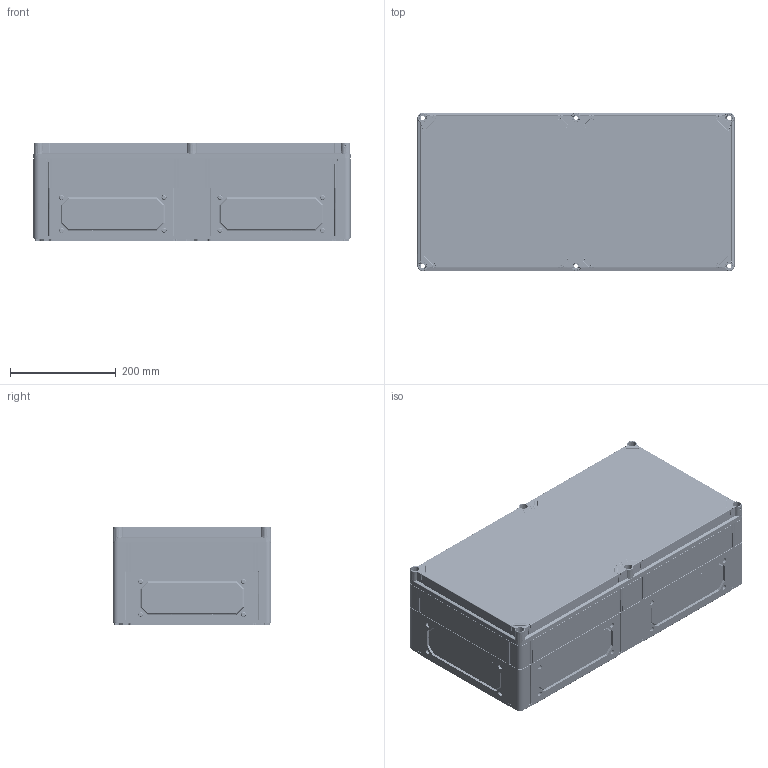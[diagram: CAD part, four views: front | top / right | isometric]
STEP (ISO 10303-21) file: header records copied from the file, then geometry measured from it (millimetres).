
FILE_DESCRIPTION((''),'2;1');
FILE_NAME('CPCF306018G_ASM','2010-04-19T',('pasi_koskela'),(''),'PRO/ENGINEER BY PARAMETRIC TECHNOLOGY CORPORATION, 2008250','PRO/ENGINEER BY PARAMETRIC TECHNOLOGY CORPORATION, 2008250','');
FILE_SCHEMA(('AUTOMOTIVE_DESIGN_CC2 { 1 2 10303 214 -1 1 5 2 }'));
Products named in the file (4): CPCF306010B; OPCG306003L; OPCP306006E; CPCF306018G_ASM
Assembly tree (3 placements, depth 2):
  CPCF306018G_ASM
    CPCF306010B
    OPCG306003L
    OPCP306006E
Bounding box: 600 x 300 x 187 mm (x, y, z)
Volume: 2954333 mm3; surface area: 1711046.1 mm2
Topology: 3 solids, 3 shells, 6931 faces, 17800 edges, 11126 vertices
Faces by surface type: plane 3095, cone 1456, cylinder 1352, torus 764, bspline 223, sphere 41
Entity records: 276068 total; most frequent: CARTESIAN_POINT 55422, ORIENTED_EDGE 35552, DIRECTION 34525, PRESENTATION_STYLE_ASSIGNMENT 17779, STYLED_ITEM 17779, CURVE_STYLE 17776, EDGE_CURVE 17776, AXIS2_PLACEMENT_3D 12443
